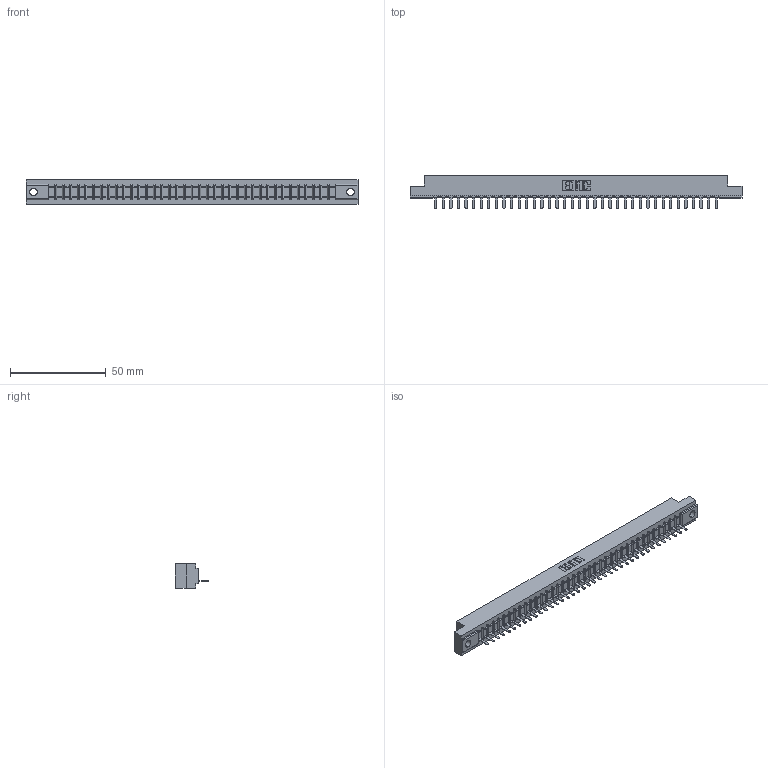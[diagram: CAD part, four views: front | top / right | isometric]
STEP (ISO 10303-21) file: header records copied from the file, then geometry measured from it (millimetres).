
FILE_DESCRIPTION (( 'STEP AP203' ), '1' );
FILE_NAME ('307-038-521-104.STEP', '2019-09-05T08:58:46', ( '' ), ( '' ), 'SwSTEP 2.0', 'SolidWorks 2016', '' );
FILE_SCHEMA (( 'CONFIG_CONTROL_DESIGN' ));
Length unit declared in the file: inch
Products named in the file (3): 307-038-521-104; 307 Part_.156 Dia Mounting Holes; 307-290-002_521
Assembly tree (39 placements, depth 2):
  307-038-521-104
    307 Part_.156 Dia Mounting Holes
    307-290-002_521  x38
Bounding box: 173.58 x 17.42 x 12.7 mm (x, y, z)
Volume: 18442.1 mm3; surface area: 22942.9 mm2
Topology: 39 solids, 39 shells, 2983 faces, 9175 edges, 6010 vertices
Faces by surface type: plane 1794, cylinder 1111, sphere 78
Entity records: 34206 total; most frequent: CARTESIAN_POINT 5774, ORIENTED_EDGE 5762, DIRECTION 5603, EDGE_CURVE 2881, LINE 2213, VECTOR 2213, VERTEX_POINT 1866, AXIS2_PLACEMENT_3D 1695
